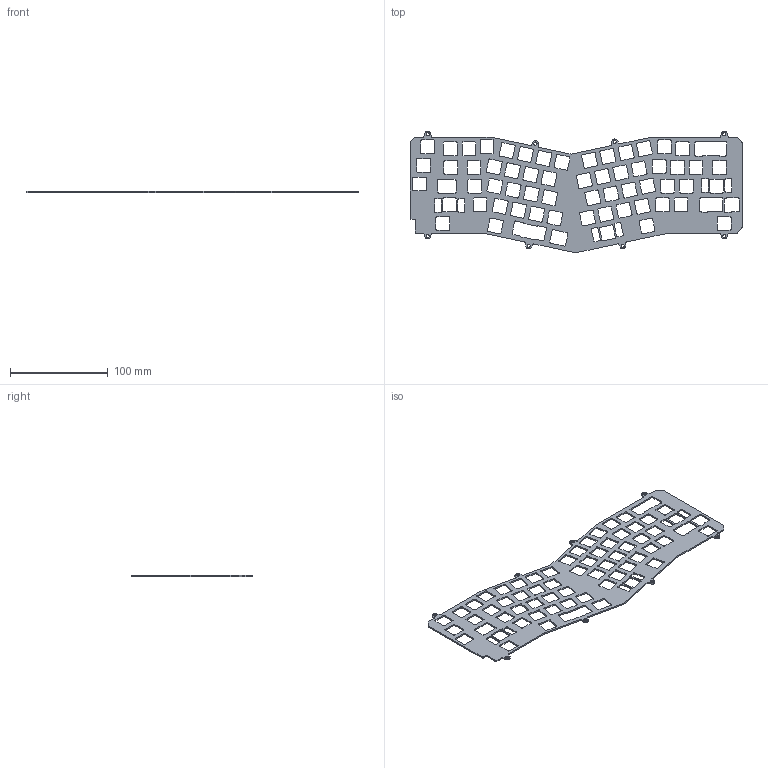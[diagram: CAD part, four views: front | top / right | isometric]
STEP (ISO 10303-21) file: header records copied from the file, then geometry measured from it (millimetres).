
FILE_DESCRIPTION (( 'STEP AP214' ), '1' );
FILE_NAME ('OSAv2.1_Plate.STEP', '2022-10-04T20:36:47', ( '' ), ( '' ), 'SwSTEP 2.0', 'SolidWorks 2019', '' );
FILE_SCHEMA (( 'AUTOMOTIVE_DESIGN' ));
Length unit declared in the file: millimetre
Products named in the file (1): OSAv2.1_Plate
Bounding box: 338.8 x 123.91 x 1.5 mm (x, y, z)
Volume: 29541.4 mm3; surface area: 46732.3 mm2
Topology: 1 solids, 1 shells, 735 faces, 2199 edges, 1466 vertices
Faces by surface type: cylinder 402, plane 333
Entity records: 25367 total; most frequent: DIRECTION 4475, CARTESIAN_POINT 4401, ORIENTED_EDGE 4398, EDGE_CURVE 2199, AXIS2_PLACEMENT_3D 1540, VERTEX_POINT 1466, LINE 1395, VECTOR 1395
